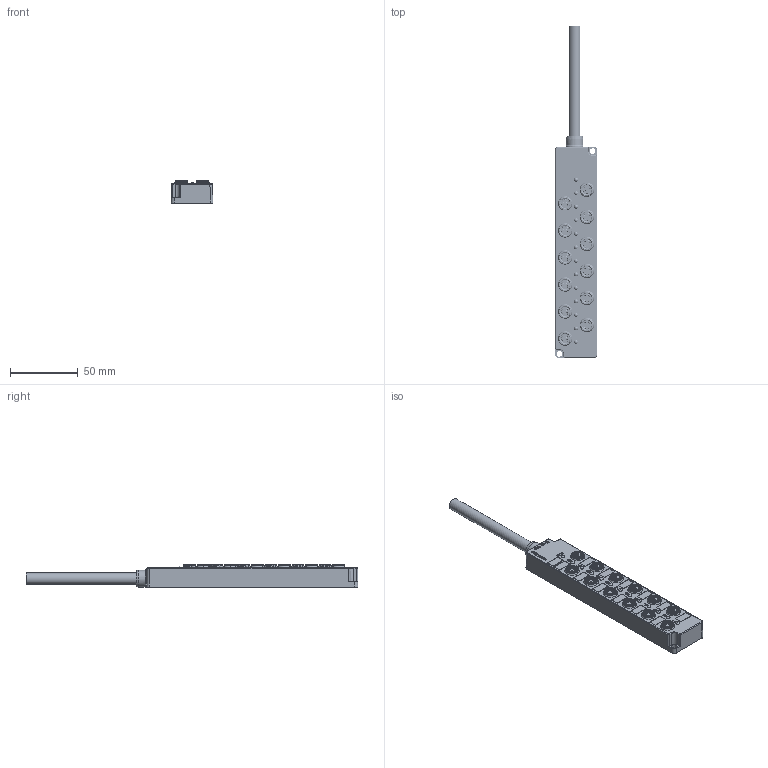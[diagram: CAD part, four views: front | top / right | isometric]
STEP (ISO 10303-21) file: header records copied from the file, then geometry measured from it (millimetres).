
FILE_DESCRIPTION(/* description */ (''),/* implementation_level */ '2;1');
FILE_NAME(/* name */ 'S010-M8-12 3D.stp',/* time_stamp */ '2024-08-15T16:23:52+08:00',/* author */ (''),/* organization */ (''),/* preprocessor_version */ 'ST-DEVELOPER v14',/* originating_system */ 'SIEMENS PLM Software NX 8.0',/* authorisation */ '');
FILE_SCHEMA (('AUTOMOTIVE_DESIGN { 1 0 10303 214 3 1 1 1 }'));
Products named in the file (1): S010-M8-12 3D_stp
Bounding box: 31.05 x 245.52 x 16.5 mm (x, y, z)
Volume: 139.6 mm3; surface area: 27903.9 mm2
Topology: 42 solids, 62 shells, 2271 faces, 6447 edges, 4285 vertices
Faces by surface type: plane 1062, extrusion 523, cylinder 350, cone 233, torus 38, bspline 38, sphere 27
Full cylindrical faces by diameter (mm): 1.1 x36, 1.2 x36, 1.4 x72, 1.5 x71, 4.1 x2, 6 x12, 6.9 x6, 7 x12, 7.5 x12, 8.5 x1, 12.5 x1
Entity records: 102224 total; most frequent: CARTESIAN_POINT 40395, ORIENTED_EDGE 11446, DIRECTION 9457, EDGE_CURVE 5723, VERTEX_POINT 3984, VECTOR 3549, EDGE_LOOP 3053, LINE 3026
